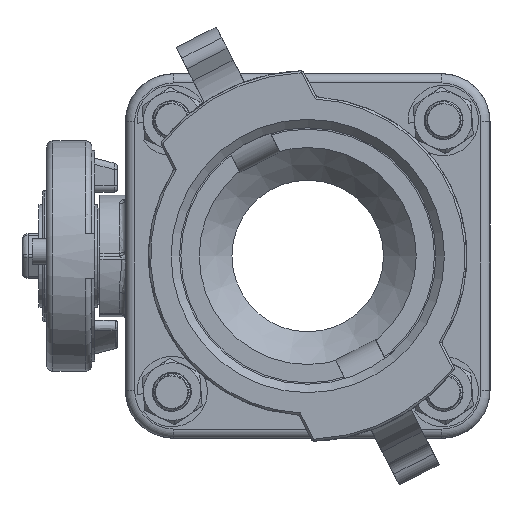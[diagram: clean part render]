
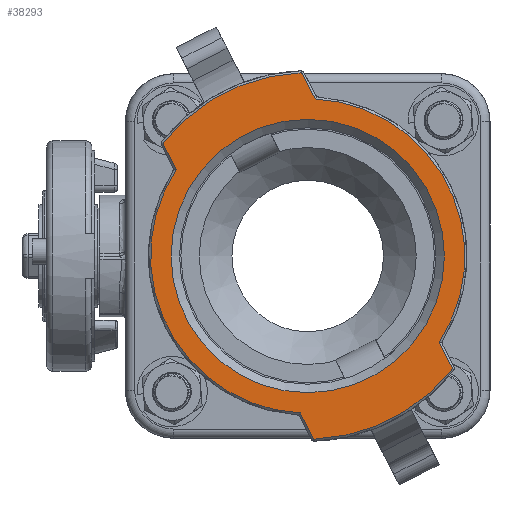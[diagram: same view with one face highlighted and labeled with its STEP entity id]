
A CAD part, left-side view. The second image highlights one B-rep face of the part: STEP entity #38293.
In plain terms, the highlighted planar face has unit normal (-1, 0, 0).
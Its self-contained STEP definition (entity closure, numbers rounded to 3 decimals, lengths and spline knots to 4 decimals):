
#2441=FACE_BOUND('',#6478,.T.);
#2760=PLANE('',#41310);
#4177=FACE_OUTER_BOUND('',#6477,.T.);
#6477=EDGE_LOOP('',(#28398,#28399,#28400,#28401,#28402,#28403,#28404,#28405,
#28406,#28407,#28408,#28409));
#6478=EDGE_LOOP('',(#28410));
#8883=LINE('',#61015,#12213);
#8884=LINE('',#61023,#12214);
#8885=LINE('',#61027,#12215);
#8886=LINE('',#61034,#12216);
#12213=VECTOR('',#45639,0.3937);
#12214=VECTOR('',#45646,0.3937);
#12215=VECTOR('',#45649,0.3937);
#12216=VECTOR('',#45656,0.3937);
#15478=CIRCLE('',#41311,1.535);
#15479=CIRCLE('',#41312,0.01);
#15480=CIRCLE('',#41313,1.79);
#15481=CIRCLE('',#41314,0.01);
#15482=CIRCLE('',#41315,1.535);
#15483=CIRCLE('',#41316,0.01);
#15484=CIRCLE('',#41317,1.79);
#15485=CIRCLE('',#41318,0.01);
#15486=CIRCLE('',#41319,1.335);
#17069=VERTEX_POINT('',#61011);
#17070=VERTEX_POINT('',#61012);
#17071=VERTEX_POINT('',#61014);
#17072=VERTEX_POINT('',#61016);
#17073=VERTEX_POINT('',#61018);
#17074=VERTEX_POINT('',#61020);
#17075=VERTEX_POINT('',#61022);
#17076=VERTEX_POINT('',#61024);
#17077=VERTEX_POINT('',#61026);
#17078=VERTEX_POINT('',#61028);
#17079=VERTEX_POINT('',#61030);
#17080=VERTEX_POINT('',#61032);
#17081=VERTEX_POINT('',#61035);
#21304=EDGE_CURVE('',#17069,#17070,#15478,.T.);
#21305=EDGE_CURVE('',#17071,#17069,#8883,.T.);
#21306=EDGE_CURVE('',#17072,#17071,#15479,.T.);
#21307=EDGE_CURVE('',#17073,#17072,#15480,.T.);
#21308=EDGE_CURVE('',#17074,#17073,#15481,.T.);
#21309=EDGE_CURVE('',#17075,#17074,#8884,.T.);
#21310=EDGE_CURVE('',#17076,#17075,#15482,.T.);
#21311=EDGE_CURVE('',#17077,#17076,#8885,.T.);
#21312=EDGE_CURVE('',#17078,#17077,#15483,.T.);
#21313=EDGE_CURVE('',#17079,#17078,#15484,.T.);
#21314=EDGE_CURVE('',#17080,#17079,#15485,.T.);
#21315=EDGE_CURVE('',#17070,#17080,#8886,.T.);
#21316=EDGE_CURVE('',#17081,#17081,#15486,.T.);
#28398=ORIENTED_EDGE('',*,*,#21304,.F.);
#28399=ORIENTED_EDGE('',*,*,#21305,.F.);
#28400=ORIENTED_EDGE('',*,*,#21306,.F.);
#28401=ORIENTED_EDGE('',*,*,#21307,.F.);
#28402=ORIENTED_EDGE('',*,*,#21308,.F.);
#28403=ORIENTED_EDGE('',*,*,#21309,.F.);
#28404=ORIENTED_EDGE('',*,*,#21310,.F.);
#28405=ORIENTED_EDGE('',*,*,#21311,.F.);
#28406=ORIENTED_EDGE('',*,*,#21312,.F.);
#28407=ORIENTED_EDGE('',*,*,#21313,.F.);
#28408=ORIENTED_EDGE('',*,*,#21314,.F.);
#28409=ORIENTED_EDGE('',*,*,#21315,.F.);
#28410=ORIENTED_EDGE('',*,*,#21316,.F.);
#38293=ADVANCED_FACE('',(#4177,#2441),#2760,.F.);
#41310=AXIS2_PLACEMENT_3D('',#61010,#45635,#45636);
#41311=AXIS2_PLACEMENT_3D('',#61013,#45637,#45638);
#41312=AXIS2_PLACEMENT_3D('',#61017,#45640,#45641);
#41313=AXIS2_PLACEMENT_3D('',#61019,#45642,#45643);
#41314=AXIS2_PLACEMENT_3D('',#61021,#45644,#45645);
#41315=AXIS2_PLACEMENT_3D('',#61025,#45647,#45648);
#41316=AXIS2_PLACEMENT_3D('',#61029,#45650,#45651);
#41317=AXIS2_PLACEMENT_3D('',#61031,#45652,#45653);
#41318=AXIS2_PLACEMENT_3D('',#61033,#45654,#45655);
#41319=AXIS2_PLACEMENT_3D('',#61036,#45657,#45658);
#45635=DIRECTION('center_axis',(1.,0.,0.));
#45636=DIRECTION('ref_axis',(0.,0.,-1.));
#45637=DIRECTION('center_axis',(1.,0.,0.));
#45638=DIRECTION('ref_axis',(0.,-1.,0.));
#45639=DIRECTION('',(0.,-0.454,-0.891));
#45640=DIRECTION('center_axis',(1.,0.,0.));
#45641=DIRECTION('ref_axis',(0.,-0.507,0.862));
#45642=DIRECTION('center_axis',(1.,0.,0.));
#45643=DIRECTION('ref_axis',(0.,0.026,1.));
#45644=DIRECTION('center_axis',(1.,0.,0.));
#45645=DIRECTION('ref_axis',(0.,0.995,0.097));
#45646=DIRECTION('',(0.,0.454,0.891));
#45647=DIRECTION('center_axis',(1.,0.,0.));
#45648=DIRECTION('ref_axis',(0.,1.,0.));
#45649=DIRECTION('',(0.,0.454,0.891));
#45650=DIRECTION('center_axis',(1.,0.,0.));
#45651=DIRECTION('ref_axis',(0.,0.507,-0.862));
#45652=DIRECTION('center_axis',(1.,0.,0.));
#45653=DIRECTION('ref_axis',(0.,-0.026,-1.));
#45654=DIRECTION('center_axis',(1.,0.,0.));
#45655=DIRECTION('ref_axis',(0.,-0.995,-0.097));
#45656=DIRECTION('',(0.,-0.454,-0.891));
#45657=DIRECTION('center_axis',(-1.,0.,0.));
#45658=DIRECTION('ref_axis',(0.,1.,0.));
#61010=CARTESIAN_POINT('Origin',(-2.82,1.85,0.));
#61011=CARTESIAN_POINT('',(-2.82,-0.0717,1.5333));
#61012=CARTESIAN_POINT('',(-2.82,-1.2826,-0.8433));
#61013=CARTESIAN_POINT('Origin',(-2.82,0.,0.));
#61014=CARTESIAN_POINT('',(-2.82,0.0557,1.7834));
#61015=CARTESIAN_POINT('',(-2.82,-0.221,1.2403));
#61016=CARTESIAN_POINT('',(-2.82,0.065,1.7888));
#61017=CARTESIAN_POINT('Origin',(-2.82,0.0646,1.7788));
#61018=CARTESIAN_POINT('',(-2.82,1.409,1.104));
#61019=CARTESIAN_POINT('Origin',(-2.82,0.,0.));
#61020=CARTESIAN_POINT('',(-2.82,1.41,1.0933));
#61021=CARTESIAN_POINT('Origin',(-2.82,1.4011,1.0978));
#61022=CARTESIAN_POINT('',(-2.82,1.2826,0.8433));
#61023=CARTESIAN_POINT('',(-2.82,1.1006,0.486));
#61024=CARTESIAN_POINT('',(-2.82,0.0717,-1.5333));
#61025=CARTESIAN_POINT('Origin',(-2.82,0.,0.));
#61026=CARTESIAN_POINT('',(-2.82,-0.0557,-1.7834));
#61027=CARTESIAN_POINT('',(-2.82,0.7626,-0.1774));
#61028=CARTESIAN_POINT('',(-2.82,-0.065,-1.7888));
#61029=CARTESIAN_POINT('Origin',(-2.82,-0.0646,-1.7788));
#61030=CARTESIAN_POINT('',(-2.82,-1.409,-1.104));
#61031=CARTESIAN_POINT('Origin',(-2.82,0.,0.));
#61032=CARTESIAN_POINT('',(-2.82,-1.41,-1.0933));
#61033=CARTESIAN_POINT('Origin',(-2.82,-1.4011,-1.0978));
#61034=CARTESIAN_POINT('',(-2.82,-0.5591,0.5768));
#61035=CARTESIAN_POINT('',(-2.82,-1.335,0.));
#61036=CARTESIAN_POINT('Origin',(-2.82,0.,0.));
